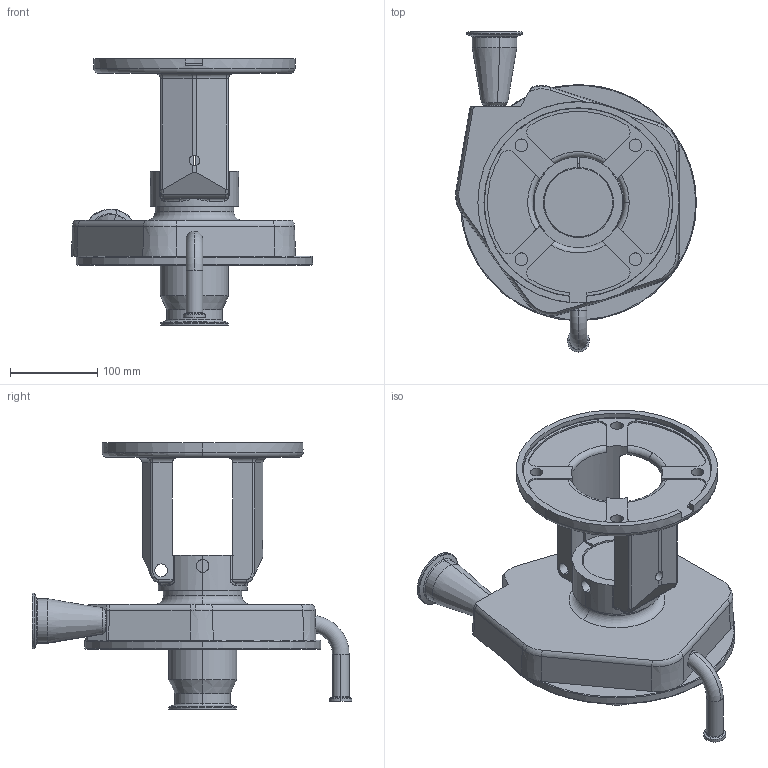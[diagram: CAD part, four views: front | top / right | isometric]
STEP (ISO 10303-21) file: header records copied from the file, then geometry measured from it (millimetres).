
FILE_DESCRIPTION (( 'STEP AP214' ), '1' );
FILE_NAME ('FPR 741-742 180-250TC VERT 3-4 IN ELBOW FRONT DRAIN.STEP', '2023-01-10T20:37:44', ( '' ), ( '' ), 'SwSTEP 2.0', 'SolidWorks 2021', '' );
FILE_SCHEMA (( 'AUTOMOTIVE_DESIGN' ));
Length unit declared in the file: millimetre
Products named in the file (1): FPR 741-742 180-250TC VERT 3-4 IN ELBOW FRONT DRAIN
Bounding box: 275.58 x 365.7 x 305 mm (x, y, z)
Volume: 2771954.5 mm3; surface area: 521722.1 mm2
Topology: 1 solids, 6 shells, 414 faces, 1023 edges, 611 vertices
Faces by surface type: cylinder 154, torus 94, plane 88, cone 65, bspline 9, sphere 4
Entity records: 14086 total; most frequent: CARTESIAN_POINT 4178, DIRECTION 2237, ORIENTED_EDGE 2010, EDGE_CURVE 1005, AXIS2_PLACEMENT_3D 939, VERTEX_POINT 610, CIRCLE 533, EDGE_LOOP 451
